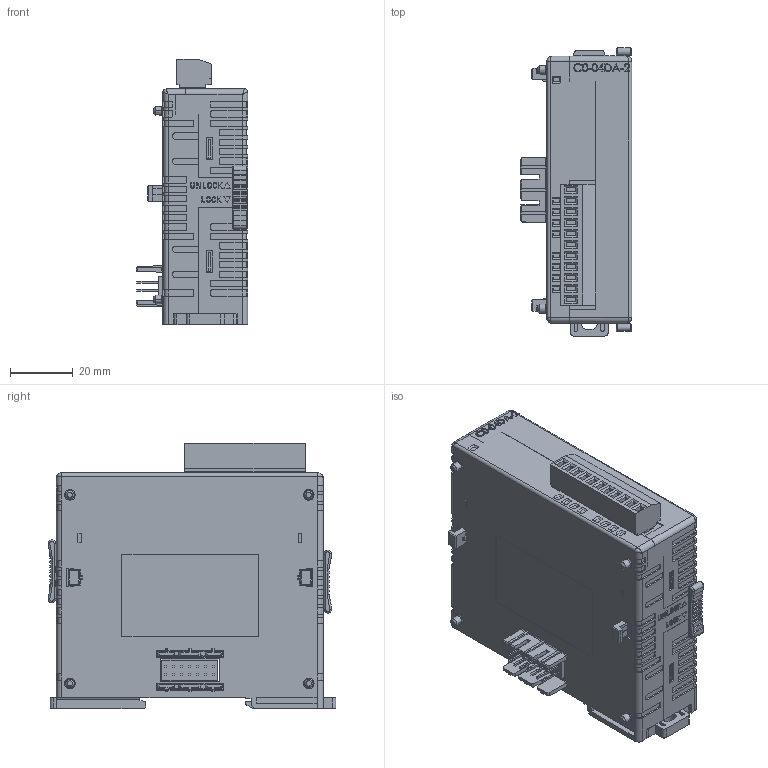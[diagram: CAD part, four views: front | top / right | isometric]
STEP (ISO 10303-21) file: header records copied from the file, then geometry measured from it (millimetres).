
FILE_DESCRIPTION (( 'STEP AP214' ), '1' );
FILE_NAME ('C0-04DA-2.STEP', '2013-12-17T16:09:52', ( '' ), ( '' ), 'SwSTEP 2.0', 'SolidWorks 2013', '' );
FILE_SCHEMA (( 'AUTOMOTIVE_DESIGN' ));
Length unit declared in the file: millimetre
Products named in the file (1): C0-04DA-2
Bounding box: 35.55 x 91.6 x 84.4 mm (x, y, z)
Volume: 162507.7 mm3; surface area: 31790.6 mm2
Topology: 1 solids, 14 shells, 3792 faces, 10534 edges, 6924 vertices
Faces by surface type: plane 2700, cylinder 968, cone 60, bspline 44, torus 16, sphere 4
Entity records: 163947 total; most frequent: CARTESIAN_POINT 24633, ORIENTED_EDGE 21052, DIRECTION 19899, EDGE_CURVE 10526, VECTOR 8375, LINE 8375, VERTEX_POINT 6924, AXIS2_PLACEMENT_3D 5762
